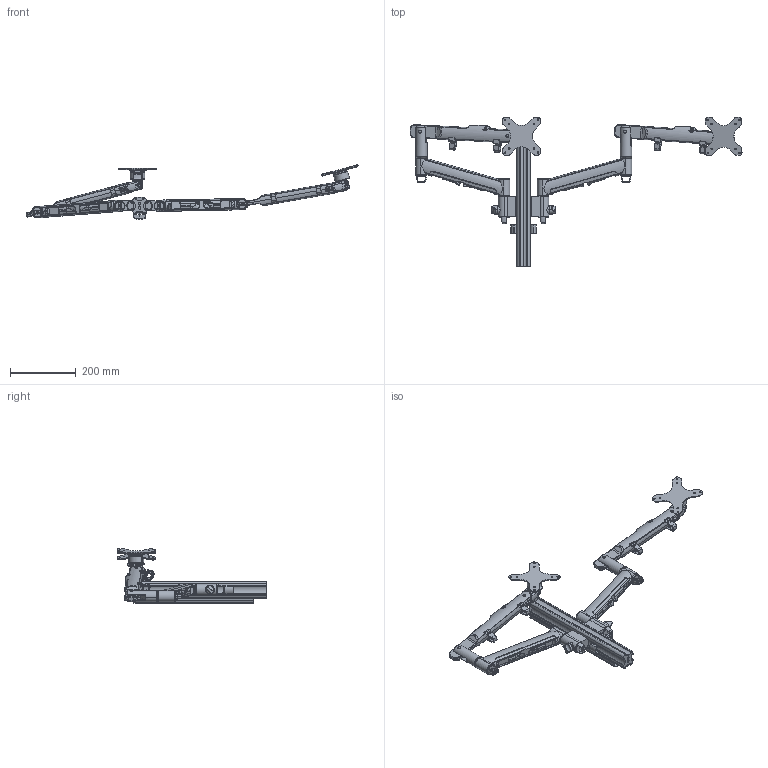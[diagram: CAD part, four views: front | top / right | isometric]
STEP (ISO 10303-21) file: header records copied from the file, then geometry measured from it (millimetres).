
FILE_DESCRIPTION (( 'STEP AP214' ), '1' );
FILE_NAME ('AWMS-2-D40 SIMPLIFIED.STEP', '2019-07-16T12:00:34', ( '' ), ( '' ), 'SwSTEP 2.0', 'SolidWorks 2015', '' );
FILE_SCHEMA (( 'AUTOMOTIVE_DESIGN' ));
Length unit declared in the file: inch
Products named in the file (11): AWMS-2-D40 SIMPLIFIED; PSY-061 SIMPLIFIED PART; SSY-013 & 014 SIMPLIFIED; SNTB_SUB SIMPLIFIED; PCA-629 SIMPLIFIED; SRCA001 SIMPLIFIED; SSY-002 SIMPLIFIED; SCA-630 SIMPLIFIED; SSY-041 SIMPLIFIED; PSY-049 SIMPLIFIED; SSY-063 SIMPLIFIED
Assembly tree (19 placements, depth 2):
  AWMS-2-D40 SIMPLIFIED
    SSY-063 SIMPLIFIED
    SRCA001 SIMPLIFIED  x2
    SSY-041 SIMPLIFIED  x2
    PSY-061 SIMPLIFIED PART  x2
    SSY-013 & 014 SIMPLIFIED  x2
    PSY-049 SIMPLIFIED  x2
    SSY-002 SIMPLIFIED  x2
    PCA-629 SIMPLIFIED  x2
    SNTB_SUB SIMPLIFIED  x2
    SCA-630 SIMPLIFIED  x2
Bounding box: 1008.43 x 453.97 x 166.27 mm (x, y, z)
Volume: 2475398.3 mm3; surface area: 598034.1 mm2
Topology: 44 solids, 44 shells, 3097 faces, 7843 edges, 4778 vertices
Faces by surface type: bspline 1186, cylinder 1009, plane 622, torus 150, cone 78, sphere 52
Entity records: 82958 total; most frequent: CARTESIAN_POINT 44901, ORIENTED_EDGE 8252, DIRECTION 6243, EDGE_CURVE 4126, VERTEX_POINT 2550, AXIS2_PLACEMENT_3D 2493, EDGE_LOOP 1710, FACE_OUTER_BOUND 1637
